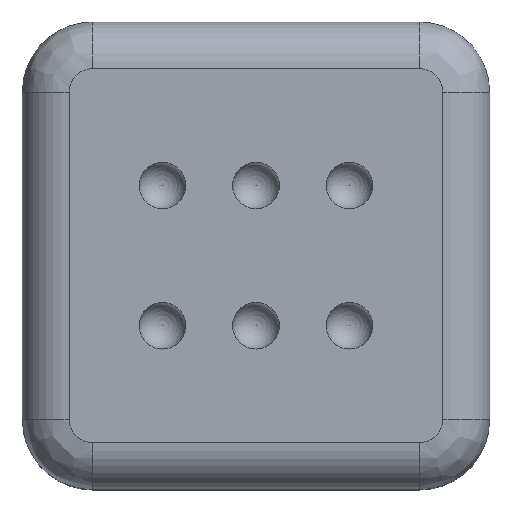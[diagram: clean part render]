
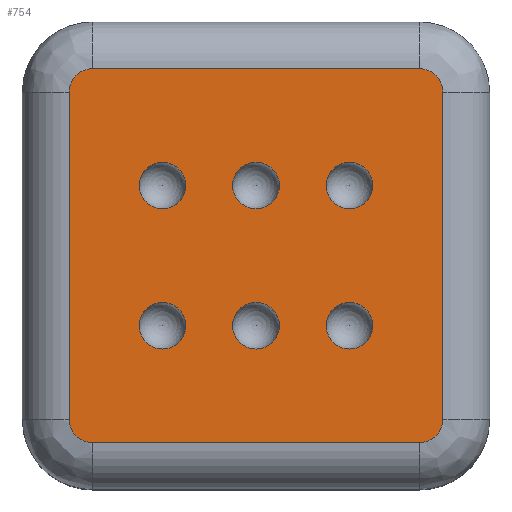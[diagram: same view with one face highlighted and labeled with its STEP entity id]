
A CAD part, top view. The second image highlights one B-rep face of the part: STEP entity #754.
In plain terms, the highlighted planar face has unit normal (0, 0, 1).
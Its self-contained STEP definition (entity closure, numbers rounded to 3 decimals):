
#28=FACE_BOUND('',#216,.T.);
#29=FACE_BOUND('',#217,.T.);
#30=FACE_BOUND('',#218,.T.);
#31=FACE_BOUND('',#219,.T.);
#32=FACE_BOUND('',#220,.T.);
#33=FACE_BOUND('',#221,.T.);
#39=PLANE('',#881);
#51=LINE('',#1376,#75);
#55=LINE('',#1399,#79);
#57=LINE('',#1402,#81);
#59=LINE('',#1405,#83);
#75=VECTOR('',#1089,10.);
#79=VECTOR('',#1105,10.);
#81=VECTOR('',#1109,10.);
#83=VECTOR('',#1113,10.);
#154=FACE_OUTER_BOUND('',#215,.T.);
#215=EDGE_LOOP('',(#647,#648,#649,#650,#651,#652,#653,#654));
#216=EDGE_LOOP('',(#655));
#217=EDGE_LOOP('',(#656));
#218=EDGE_LOOP('',(#657));
#219=EDGE_LOOP('',(#658));
#220=EDGE_LOOP('',(#659));
#221=EDGE_LOOP('',(#660));
#224=CIRCLE('',#771,0.5);
#226=CIRCLE('',#774,0.5);
#228=CIRCLE('',#777,0.5);
#230=CIRCLE('',#780,0.5);
#232=CIRCLE('',#783,0.5);
#234=CIRCLE('',#786,0.5);
#281=CIRCLE('',#849,0.5);
#289=CIRCLE('',#859,0.5);
#293=CIRCLE('',#864,0.5);
#297=CIRCLE('',#870,0.5);
#298=VERTEX_POINT('',#1137);
#300=VERTEX_POINT('',#1142);
#302=VERTEX_POINT('',#1147);
#304=VERTEX_POINT('',#1152);
#306=VERTEX_POINT('',#1157);
#308=VERTEX_POINT('',#1162);
#353=VERTEX_POINT('',#1305);
#355=VERTEX_POINT('',#1309);
#361=VERTEX_POINT('',#1345);
#363=VERTEX_POINT('',#1349);
#365=VERTEX_POINT('',#1365);
#367=VERTEX_POINT('',#1369);
#369=VERTEX_POINT('',#1388);
#371=VERTEX_POINT('',#1392);
#372=EDGE_CURVE('',#298,#298,#224,.T.);
#374=EDGE_CURVE('',#300,#300,#226,.T.);
#376=EDGE_CURVE('',#302,#302,#228,.T.);
#378=EDGE_CURVE('',#304,#304,#230,.T.);
#380=EDGE_CURVE('',#306,#306,#232,.T.);
#382=EDGE_CURVE('',#308,#308,#234,.T.);
#431=EDGE_CURVE('',#355,#353,#281,.T.);
#443=EDGE_CURVE('',#363,#361,#289,.T.);
#449=EDGE_CURVE('',#367,#365,#293,.T.);
#452=EDGE_CURVE('',#353,#367,#51,.T.);
#457=EDGE_CURVE('',#371,#369,#297,.T.);
#460=EDGE_CURVE('',#365,#371,#55,.T.);
#462=EDGE_CURVE('',#369,#363,#57,.T.);
#464=EDGE_CURVE('',#361,#355,#59,.T.);
#647=ORIENTED_EDGE('',*,*,#457,.F.);
#648=ORIENTED_EDGE('',*,*,#460,.F.);
#649=ORIENTED_EDGE('',*,*,#449,.F.);
#650=ORIENTED_EDGE('',*,*,#452,.F.);
#651=ORIENTED_EDGE('',*,*,#431,.F.);
#652=ORIENTED_EDGE('',*,*,#464,.F.);
#653=ORIENTED_EDGE('',*,*,#443,.F.);
#654=ORIENTED_EDGE('',*,*,#462,.F.);
#655=ORIENTED_EDGE('',*,*,#374,.T.);
#656=ORIENTED_EDGE('',*,*,#372,.T.);
#657=ORIENTED_EDGE('',*,*,#380,.T.);
#658=ORIENTED_EDGE('',*,*,#376,.T.);
#659=ORIENTED_EDGE('',*,*,#378,.T.);
#660=ORIENTED_EDGE('',*,*,#382,.T.);
#754=ADVANCED_FACE('',(#154,#28,#29,#30,#31,#32,#33),#39,.T.);
#771=AXIS2_PLACEMENT_3D('',#1138,#887,#888);
#774=AXIS2_PLACEMENT_3D('',#1143,#893,#894);
#777=AXIS2_PLACEMENT_3D('',#1148,#899,#900);
#780=AXIS2_PLACEMENT_3D('',#1153,#905,#906);
#783=AXIS2_PLACEMENT_3D('',#1158,#911,#912);
#786=AXIS2_PLACEMENT_3D('',#1163,#917,#918);
#849=AXIS2_PLACEMENT_3D('',#1311,#1045,#1046);
#859=AXIS2_PLACEMENT_3D('',#1351,#1069,#1070);
#864=AXIS2_PLACEMENT_3D('',#1371,#1081,#1082);
#870=AXIS2_PLACEMENT_3D('',#1394,#1097,#1098);
#881=AXIS2_PLACEMENT_3D('',#1417,#1131,#1132);
#887=DIRECTION('center_axis',(0.,0.,-1.));
#888=DIRECTION('ref_axis',(-1.,0.,0.));
#893=DIRECTION('center_axis',(0.,0.,-1.));
#894=DIRECTION('ref_axis',(-1.,0.,0.));
#899=DIRECTION('center_axis',(0.,0.,-1.));
#900=DIRECTION('ref_axis',(-1.,0.,0.));
#905=DIRECTION('center_axis',(0.,0.,-1.));
#906=DIRECTION('ref_axis',(-1.,0.,0.));
#911=DIRECTION('center_axis',(0.,0.,-1.));
#912=DIRECTION('ref_axis',(-1.,0.,0.));
#917=DIRECTION('center_axis',(0.,0.,-1.));
#918=DIRECTION('ref_axis',(-1.,0.,0.));
#1045=DIRECTION('center_axis',(0.,0.,-1.));
#1046=DIRECTION('ref_axis',(-0.707,0.707,0.));
#1069=DIRECTION('center_axis',(0.,0.,-1.));
#1070=DIRECTION('ref_axis',(-0.707,-0.707,0.));
#1081=DIRECTION('center_axis',(0.,0.,-1.));
#1082=DIRECTION('ref_axis',(0.707,0.707,0.));
#1089=DIRECTION('',(1.,0.,0.));
#1097=DIRECTION('center_axis',(0.,0.,-1.));
#1098=DIRECTION('ref_axis',(0.707,-0.707,0.));
#1105=DIRECTION('',(0.,-1.,0.));
#1109=DIRECTION('',(-1.,0.,0.));
#1113=DIRECTION('',(0.,1.,0.));
#1131=DIRECTION('center_axis',(0.,0.,1.));
#1132=DIRECTION('ref_axis',(1.,0.,0.));
#1137=CARTESIAN_POINT('',(-2.5,1.5,10.));
#1138=CARTESIAN_POINT('Origin',(-2.,1.5,10.));
#1142=CARTESIAN_POINT('',(1.5,1.5,10.));
#1143=CARTESIAN_POINT('Origin',(2.,1.5,10.));
#1147=CARTESIAN_POINT('',(-0.5,1.5,10.));
#1148=CARTESIAN_POINT('Origin',(0.,1.5,10.));
#1152=CARTESIAN_POINT('',(-2.5,-1.5,10.));
#1153=CARTESIAN_POINT('Origin',(-2.,-1.5,10.));
#1157=CARTESIAN_POINT('',(-0.5,-1.5,10.));
#1158=CARTESIAN_POINT('Origin',(0.,-1.5,10.));
#1162=CARTESIAN_POINT('',(1.5,-1.5,10.));
#1163=CARTESIAN_POINT('Origin',(2.,-1.5,10.));
#1305=CARTESIAN_POINT('',(-3.5,4.,10.));
#1309=CARTESIAN_POINT('',(-4.,3.5,10.));
#1311=CARTESIAN_POINT('Origin',(-3.5,3.5,10.));
#1345=CARTESIAN_POINT('',(-4.,-3.5,10.));
#1349=CARTESIAN_POINT('',(-3.5,-4.,10.));
#1351=CARTESIAN_POINT('Origin',(-3.5,-3.5,10.));
#1365=CARTESIAN_POINT('',(4.,3.5,10.));
#1369=CARTESIAN_POINT('',(3.5,4.,10.));
#1371=CARTESIAN_POINT('Origin',(3.5,3.5,10.));
#1376=CARTESIAN_POINT('',(2.5,4.,10.));
#1388=CARTESIAN_POINT('',(3.5,-4.,10.));
#1392=CARTESIAN_POINT('',(4.,-3.5,10.));
#1394=CARTESIAN_POINT('Origin',(3.5,-3.5,10.));
#1399=CARTESIAN_POINT('',(4.,-2.5,10.));
#1402=CARTESIAN_POINT('',(-2.5,-4.,10.));
#1405=CARTESIAN_POINT('',(-4.,2.5,10.));
#1417=CARTESIAN_POINT('Origin',(0.,0.,10.));
